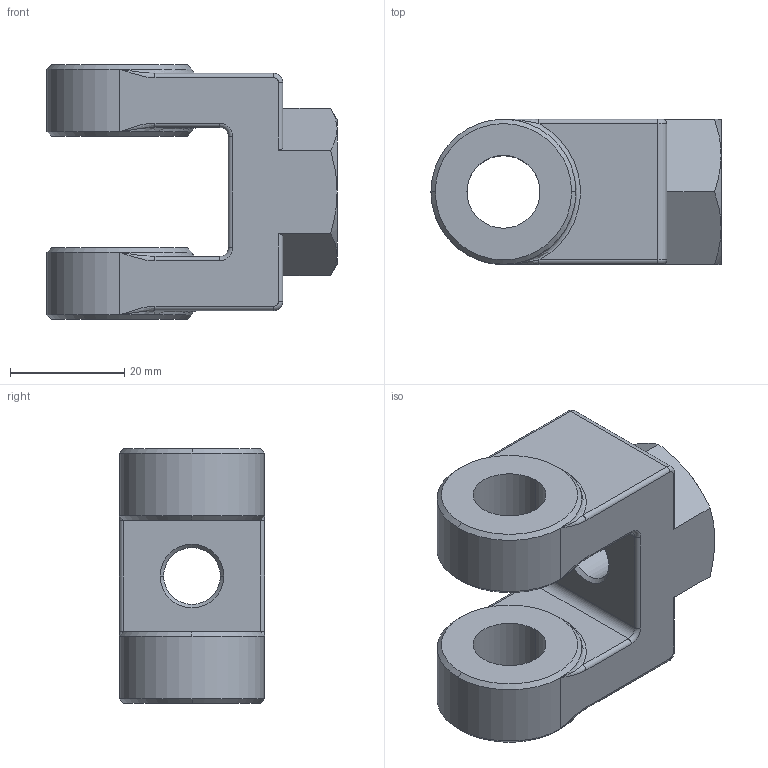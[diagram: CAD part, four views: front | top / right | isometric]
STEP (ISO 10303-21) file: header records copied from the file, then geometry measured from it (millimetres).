
FILE_DESCRIPTION((''),'2;1');
FILE_NAME('A500-301','2018-10-10T',('MeFernandez'),('ASCO Numatics'),'PRO/ENGINEER BY PARAMETRIC TECHNOLOGY CORPORATION, 2017170','PRO/ENGINEER BY PARAMETRIC TECHNOLOGY CORPORATION, 2017170','');
FILE_SCHEMA(('AUTOMOTIVE_DESIGN_CC2 { 1 2 10303 214 -1 1 5 2 }'));
Length unit declared in the file: inch
Products named in the file (1): A500-301
Bounding box: 50.8 x 25.4 x 44.58 mm (x, y, z)
Volume: 27594.4 mm3; surface area: 9194.4 mm2
Topology: 1 solids, 1 shells, 82 faces, 190 edges, 110 vertices
Faces by surface type: cylinder 26, plane 18, cone 18, torus 12, bspline 8
Entity records: 3610 total; most frequent: CARTESIAN_POINT 1140, DIRECTION 396, ORIENTED_EDGE 380, PRESENTATION_STYLE_ASSIGNMENT 191, STYLED_ITEM 191, CURVE_STYLE 190, EDGE_CURVE 190, AXIS2_PLACEMENT_3D 164
